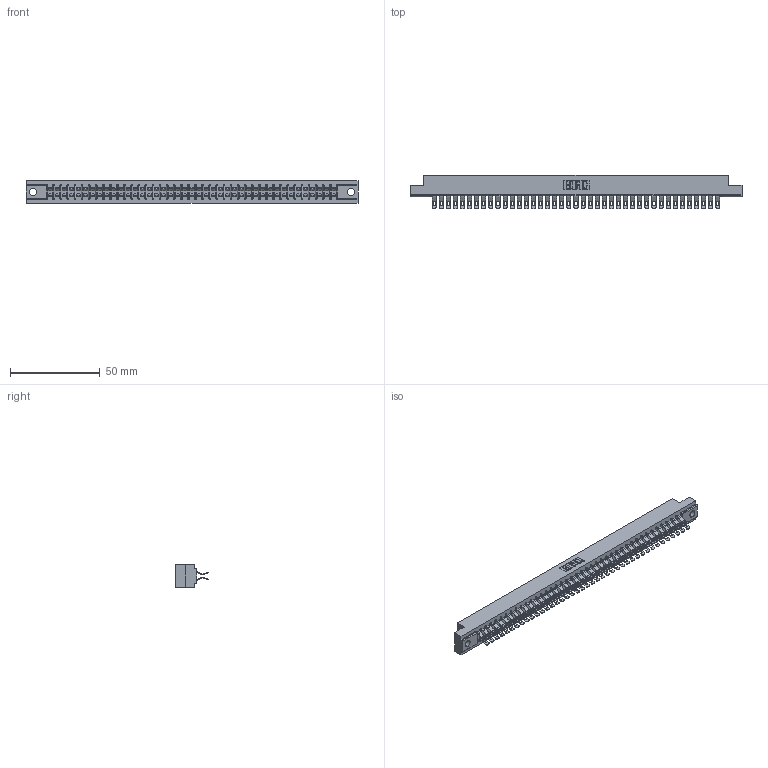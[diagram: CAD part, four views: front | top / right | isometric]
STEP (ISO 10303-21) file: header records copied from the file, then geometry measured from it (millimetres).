
FILE_DESCRIPTION (( 'STEP AP203' ), '1' );
FILE_NAME ('807-082-555-204.STEP', '2021-07-20T17:51:06', ( '' ), ( '' ), 'SwSTEP 2.0', 'SolidWorks 2020', '' );
FILE_SCHEMA (( 'CONFIG_CONTROL_DESIGN' ));
Length unit declared in the file: inch
Products named in the file (3): 807-082-555-204; 807 Part_.156 Dia Mounting Holes; 307-290-001_555
Assembly tree (83 placements, depth 2):
  807-082-555-204
    807 Part_.156 Dia Mounting Holes
    307-290-001_555  x82
Bounding box: 185.47 x 18.75 x 12.7 mm (x, y, z)
Volume: 19853.9 mm3; surface area: 25461.7 mm2
Topology: 83 solids, 83 shells, 5176 faces, 15201 edges, 9910 vertices
Faces by surface type: plane 2872, cylinder 2220, sphere 84
Entity records: 37539 total; most frequent: CARTESIAN_POINT 6151, ORIENTED_EDGE 6096, DIRECTION 6024, EDGE_CURVE 3048, VECTOR 2334, LINE 2334, VERTEX_POINT 1972, AXIS2_PLACEMENT_3D 1845
